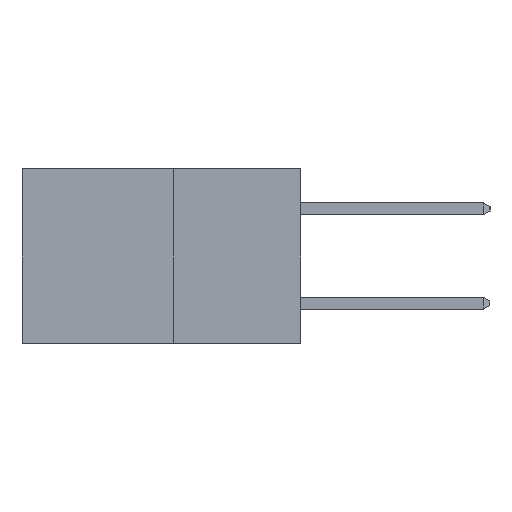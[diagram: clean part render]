
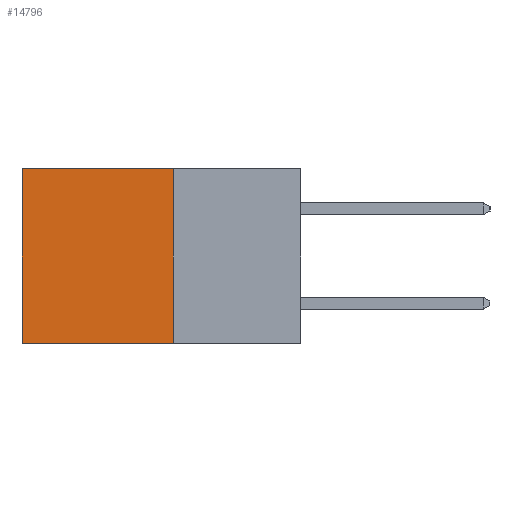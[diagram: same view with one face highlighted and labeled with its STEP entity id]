
A CAD part, left-side view. The second image highlights one B-rep face of the part: STEP entity #14796.
In plain terms, the highlighted planar face has unit normal (-1, 0, 0).
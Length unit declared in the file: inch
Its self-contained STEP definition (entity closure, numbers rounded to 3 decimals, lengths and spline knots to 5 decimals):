
#930 = VERTEX_POINT ( 'NONE', #16857 ) ;
#1010 = DIRECTION ( 'NONE',  ( 1., 0., 0. ) ) ;
#1248 = ORIENTED_EDGE ( 'NONE', *, *, #4469, .T. ) ;
#1400 = DIRECTION ( 'NONE',  ( 0., 1., 0. ) ) ;
#3502 = LINE ( 'NONE', #13648, #6292 ) ;
#4262 = LINE ( 'NONE', #15883, #11090 ) ;
#4469 = EDGE_CURVE ( 'NONE', #8260, #10300, #16223, .T. ) ;
#4620 = CARTESIAN_POINT ( 'NONE',  ( 0.277, 0.27, -0.37 ) ) ;
#4710 = FACE_OUTER_BOUND ( 'NONE', #9853, .T. ) ;
#5351 = CARTESIAN_POINT ( 'NONE',  ( 0.277, 0.59, -0.37 ) ) ;
#6292 = VECTOR ( 'NONE', #1400, 39.37008 ) ;
#6334 = ORIENTED_EDGE ( 'NONE', *, *, #8454, .T. ) ;
#6866 = EDGE_CURVE ( 'NONE', #930, #9605, #16848, .T. ) ;
#8260 = VERTEX_POINT ( 'NONE', #13293 ) ;
#8454 = EDGE_CURVE ( 'NONE', #930, #8260, #3502, .T. ) ;
#8622 = AXIS2_PLACEMENT_3D ( 'NONE', #14592, #1010, #10623 ) ;
#9605 = VERTEX_POINT ( 'NONE', #15812 ) ;
#9853 = EDGE_LOOP ( 'NONE', ( #1248, #13594, #11505, #6334 ) ) ;
#10300 = VERTEX_POINT ( 'NONE', #5351 ) ;
#10623 = DIRECTION ( 'NONE',  ( 0., 0., -1. ) ) ;
#11090 = VECTOR ( 'NONE', #17048, 39.37008 ) ;
#11505 = ORIENTED_EDGE ( 'NONE', *, *, #6866, .F. ) ;
#12036 = DIRECTION ( 'NONE',  ( 0., 0., -1. ) ) ;
#12238 = CARTESIAN_POINT ( 'NONE',  ( 0.277, 0.59, -0.37 ) ) ;
#12768 = DIRECTION ( 'NONE',  ( 0., 0., -1. ) ) ;
#12848 = VECTOR ( 'NONE', #12036, 39.37008 ) ;
#13157 = VECTOR ( 'NONE', #12768, 39.37008 ) ;
#13293 = CARTESIAN_POINT ( 'NONE',  ( 0.277, 0.59, 0. ) ) ;
#13594 = ORIENTED_EDGE ( 'NONE', *, *, #14803, .F. ) ;
#13648 = CARTESIAN_POINT ( 'NONE',  ( 0.277, 0.27, 0. ) ) ;
#14592 = CARTESIAN_POINT ( 'NONE',  ( 0.277, 0.27, -0.37 ) ) ;
#14796 = ADVANCED_FACE ( 'NONE', ( #4710 ), #16991, .F. ) ;
#14803 = EDGE_CURVE ( 'NONE', #9605, #10300, #4262, .T. ) ;
#15812 = CARTESIAN_POINT ( 'NONE',  ( 0.277, 0.27, -0.37 ) ) ;
#15883 = CARTESIAN_POINT ( 'NONE',  ( 0.277, 0.27, -0.37 ) ) ;
#16223 = LINE ( 'NONE', #12238, #12848 ) ;
#16848 = LINE ( 'NONE', #4620, #13157 ) ;
#16857 = CARTESIAN_POINT ( 'NONE',  ( 0.277, 0.27, 0. ) ) ;
#16991 = PLANE ( 'NONE',  #8622 ) ;
#17048 = DIRECTION ( 'NONE',  ( 0., 1., 0. ) ) ;
